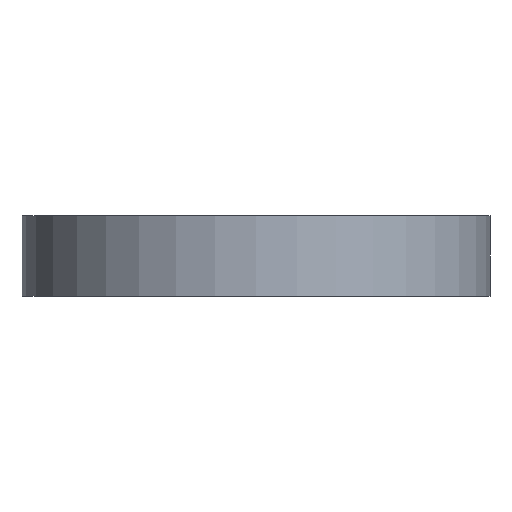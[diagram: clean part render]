
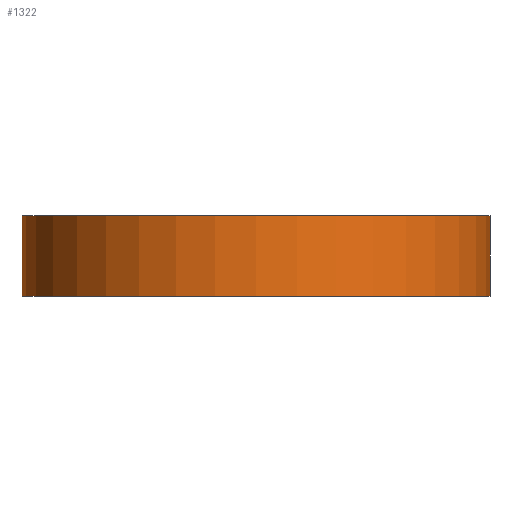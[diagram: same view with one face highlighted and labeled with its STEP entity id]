
A CAD part, front view. The second image highlights one B-rep face of the part: STEP entity #1322.
In plain terms, the highlighted cylindrical face has radius 35 mm (diameter 70 mm), a partial arc.
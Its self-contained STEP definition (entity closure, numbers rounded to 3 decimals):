
#44 = LINE ( 'NONE', #1186, #547 ) ;
#91 = ORIENTED_EDGE ( 'NONE', *, *, #1211, .F. ) ;
#101 = CARTESIAN_POINT ( 'NONE',  ( 35., 0., 12. ) ) ;
#166 = CARTESIAN_POINT ( 'NONE',  ( -35., 0., 0. ) ) ;
#205 = CARTESIAN_POINT ( 'NONE',  ( 35., 0., 0. ) ) ;
#257 = LINE ( 'NONE', #1057, #1307 ) ;
#357 = ORIENTED_EDGE ( 'NONE', *, *, #588, .F. ) ;
#388 = DIRECTION ( 'NONE',  ( 0., 0., 1. ) ) ;
#472 = DIRECTION ( 'NONE',  ( 0., 0., 1. ) ) ;
#479 = FACE_OUTER_BOUND ( 'NONE', #642, .T. ) ;
#547 = VECTOR ( 'NONE', #940, 1000. ) ;
#554 = EDGE_CURVE ( 'NONE', #1081, #1178, #257, .T. ) ;
#576 = DIRECTION ( 'NONE',  ( 0., 0., -1. ) ) ;
#588 = EDGE_CURVE ( 'NONE', #934, #908, #44, .T. ) ;
#599 = EDGE_CURVE ( 'NONE', #1178, #908, #1160, .T. ) ;
#606 = DIRECTION ( 'NONE',  ( 0., 0., -1. ) ) ;
#642 = EDGE_LOOP ( 'NONE', ( #1439, #357, #91, #793 ) ) ;
#717 = CARTESIAN_POINT ( 'NONE',  ( -35., 0., 12. ) ) ;
#718 = CIRCLE ( 'NONE', #764, 35. ) ;
#764 = AXIS2_PLACEMENT_3D ( 'NONE', #1076, #388, #856 ) ;
#793 = ORIENTED_EDGE ( 'NONE', *, *, #554, .T. ) ;
#856 = DIRECTION ( 'NONE',  ( 1., 0., 0. ) ) ;
#908 = VERTEX_POINT ( 'NONE', #205 ) ;
#926 = DIRECTION ( 'NONE',  ( -1., 0., 0. ) ) ;
#934 = VERTEX_POINT ( 'NONE', #101 ) ;
#940 = DIRECTION ( 'NONE',  ( 0., 0., -1. ) ) ;
#1057 = CARTESIAN_POINT ( 'NONE',  ( -35., 0., 12. ) ) ;
#1076 = CARTESIAN_POINT ( 'NONE',  ( 0., 0., 12. ) ) ;
#1081 = VERTEX_POINT ( 'NONE', #717 ) ;
#1116 = AXIS2_PLACEMENT_3D ( 'NONE', #1370, #576, #926 ) ;
#1160 = CIRCLE ( 'NONE', #1381, 35. ) ;
#1178 = VERTEX_POINT ( 'NONE', #166 ) ;
#1186 = CARTESIAN_POINT ( 'NONE',  ( 35., 0., 12. ) ) ;
#1211 = EDGE_CURVE ( 'NONE', #1081, #934, #718, .T. ) ;
#1252 = CYLINDRICAL_SURFACE ( 'NONE', #1116, 35. ) ;
#1268 = DIRECTION ( 'NONE',  ( 1., 0., 0. ) ) ;
#1307 = VECTOR ( 'NONE', #606, 1000. ) ;
#1322 = ADVANCED_FACE ( 'NONE', ( #479 ), #1252, .T. ) ;
#1370 = CARTESIAN_POINT ( 'NONE',  ( 0., 0., 12. ) ) ;
#1381 = AXIS2_PLACEMENT_3D ( 'NONE', #1402, #472, #1268 ) ;
#1402 = CARTESIAN_POINT ( 'NONE',  ( 0., 0., 0. ) ) ;
#1439 = ORIENTED_EDGE ( 'NONE', *, *, #599, .T. ) ;
